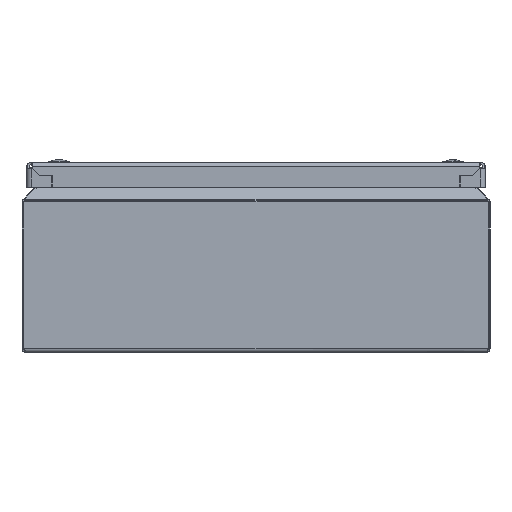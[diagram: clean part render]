
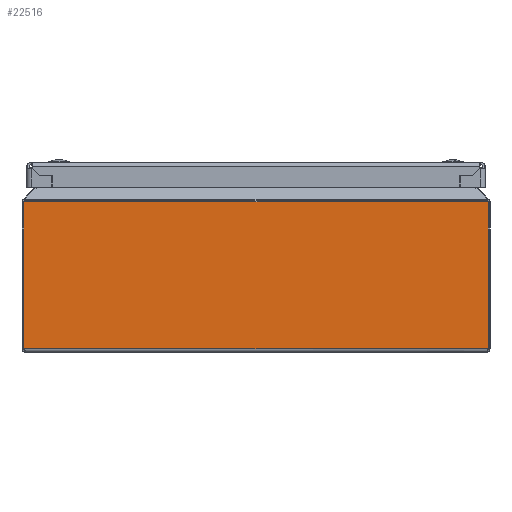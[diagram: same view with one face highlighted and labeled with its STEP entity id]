
A CAD part, left-side view. The second image highlights one B-rep face of the part: STEP entity #22516.
In plain terms, the highlighted planar face has unit normal (-1, 0, 0).
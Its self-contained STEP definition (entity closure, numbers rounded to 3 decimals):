
#4119 = CARTESIAN_POINT ( 'NONE',  ( -200., 148.75, 96.482 ) ) ;
#4120 = DIRECTION ( 'NONE',  ( 0., 0., -1. ) ) ;
#4121 = VECTOR ( 'NONE', #4120, 1000. ) ;
#4122 = CARTESIAN_POINT ( 'NONE',  ( -200., 148.75, 96.482 ) ) ;
#4123 = LINE ( 'NONE', #4122, #4121 ) ;
#4124 = CARTESIAN_POINT ( 'NONE',  ( -200., 148.75, 2.5 ) ) ;
#4362 = DIRECTION ( 'NONE',  ( 0., -1., 0. ) ) ;
#4363 = VECTOR ( 'NONE', #4362, 1000. ) ;
#4364 = CARTESIAN_POINT ( 'NONE',  ( -200., 2136.25, 2.5 ) ) ;
#4365 = LINE ( 'NONE', #4364, #4363 ) ;
#4389 = DIRECTION ( 'NONE',  ( 0., -1., 0. ) ) ;
#4390 = DIRECTION ( 'NONE',  ( -1., 0., 0. ) ) ;
#4391 = CARTESIAN_POINT ( 'NONE',  ( -200., 2136.25, 96.482 ) ) ;
#4392 = AXIS2_PLACEMENT_3D ( 'NONE', #4391, #4390, #4389 ) ;
#4393 = PLANE ( 'NONE',  #4392 ) ;
#4394 = FACE_OUTER_BOUND ( 'NONE', #22517, .T. ) ;
#4404 = CARTESIAN_POINT ( 'NONE',  ( -200., -148.75, 2.5 ) ) ;
#4405 = DIRECTION ( 'NONE',  ( 0., 0., 1. ) ) ;
#4406 = VECTOR ( 'NONE', #4405, 1000. ) ;
#4407 = CARTESIAN_POINT ( 'NONE',  ( -200., -148.75, 96.482 ) ) ;
#4408 = LINE ( 'NONE', #4407, #4406 ) ;
#4423 = CARTESIAN_POINT ( 'NONE',  ( -200., -148.75, 96.482 ) ) ;
#4430 = DIRECTION ( 'NONE',  ( 0., -1., 0. ) ) ;
#4431 = VECTOR ( 'NONE', #4430, 1000. ) ;
#4432 = CARTESIAN_POINT ( 'NONE',  ( -200., 2136.25, 96.482 ) ) ;
#4433 = LINE ( 'NONE', #4432, #4431 ) ;
#22383 = VERTEX_POINT ( 'NONE', #4124 ) ;
#22385 = EDGE_CURVE ( 'NONE', #22386, #22383, #4123, .T. ) ;
#22386 = VERTEX_POINT ( 'NONE', #4119 ) ;
#22494 = ORIENTED_EDGE ( 'NONE', *, *, #22385, .T. ) ;
#22495 = ORIENTED_EDGE ( 'NONE', *, *, #22496, .T. ) ;
#22496 = EDGE_CURVE ( 'NONE', #22383, #22510, #4365, .T. ) ;
#22509 = EDGE_CURVE ( 'NONE', #22510, #22526, #4408, .T. ) ;
#22510 = VERTEX_POINT ( 'NONE', #4404 ) ;
#22516 = ADVANCED_FACE ( 'NONE', ( #4394 ), #4393, .T. ) ;
#22517 = EDGE_LOOP ( 'NONE', ( #22518, #22519, #22494, #22495 ) ) ;
#22518 = ORIENTED_EDGE ( 'NONE', *, *, #22509, .T. ) ;
#22519 = ORIENTED_EDGE ( 'NONE', *, *, #22520, .F. ) ;
#22520 = EDGE_CURVE ( 'NONE', #22386, #22526, #4433, .T. ) ;
#22526 = VERTEX_POINT ( 'NONE', #4423 ) ;
